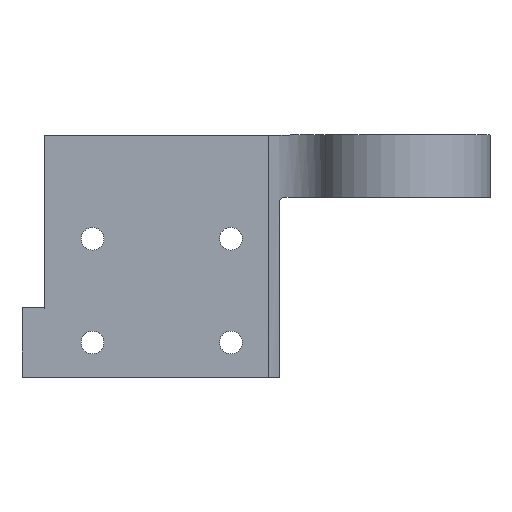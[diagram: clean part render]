
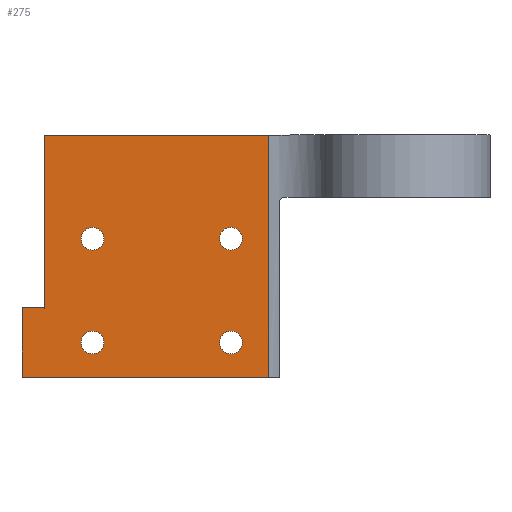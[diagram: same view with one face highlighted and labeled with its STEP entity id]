
A CAD part, top view. The second image highlights one B-rep face of the part: STEP entity #275.
In plain terms, the highlighted planar face has unit normal (0, 0, 1).
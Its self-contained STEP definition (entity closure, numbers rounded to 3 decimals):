
#1 = EDGE_CURVE ( 'NONE', #589, #2456, #145, .T. ) ;
#5 = ORIENTED_EDGE ( 'NONE', *, *, #1, .F. ) ;
#16 = CARTESIAN_POINT ( 'NONE',  ( 0., -26., 8.5 ) ) ;
#42 = VERTEX_POINT ( 'NONE', #965 ) ;
#57 = DIRECTION ( 'NONE',  ( 0., 1., 0. ) ) ;
#69 = EDGE_LOOP ( 'NONE', ( #158, #2565 ) ) ;
#76 = EDGE_CURVE ( 'NONE', #1752, #1402, #1140, .T. ) ;
#79 = CARTESIAN_POINT ( 'NONE',  ( -12.75, -31., 8.5 ) ) ;
#95 = AXIS2_PLACEMENT_3D ( 'NONE', #2560, #212, #1307 ) ;
#101 = VERTEX_POINT ( 'NONE', #538 ) ;
#104 = CARTESIAN_POINT ( 'NONE',  ( -14.4, -16., 8.5 ) ) ;
#111 = VERTEX_POINT ( 'NONE', #1393 ) ;
#115 = DIRECTION ( 'NONE',  ( 0., 0., 1. ) ) ;
#120 = CARTESIAN_POINT ( 'NONE',  ( 5.6, -31., 8.5 ) ) ;
#145 = CIRCLE ( 'NONE', #2390, 1.65 ) ;
#149 = AXIS2_PLACEMENT_3D ( 'NONE', #439, #353, #1700 ) ;
#158 = ORIENTED_EDGE ( 'NONE', *, *, #2424, .F. ) ;
#170 = AXIS2_PLACEMENT_3D ( 'NONE', #1771, #1970, #2606 ) ;
#179 = ORIENTED_EDGE ( 'NONE', *, *, #940, .T. ) ;
#212 = DIRECTION ( 'NONE',  ( 0., 0., -1. ) ) ;
#238 = CARTESIAN_POINT ( 'NONE',  ( 7.25, -31., 8.5 ) ) ;
#250 = VECTOR ( 'NONE', #1480, 1000. ) ;
#275 = ADVANCED_FACE ( 'NONE', ( #480, #1926, #2362, #886, #1292 ), #2305, .F. ) ;
#280 = CARTESIAN_POINT ( 'NONE',  ( 5.6, -31., 8.5 ) ) ;
#296 = EDGE_LOOP ( 'NONE', ( #2239, #815 ) ) ;
#353 = DIRECTION ( 'NONE',  ( 0., 0., 1. ) ) ;
#371 = DIRECTION ( 'NONE',  ( -1., 0., 0. ) ) ;
#381 = LINE ( 'NONE', #2110, #1073 ) ;
#404 = AXIS2_PLACEMENT_3D ( 'NONE', #104, #115, #534 ) ;
#424 = DIRECTION ( 'NONE',  ( -1., 0., 0. ) ) ;
#434 = EDGE_CURVE ( 'NONE', #111, #2385, #887, .T. ) ;
#439 = CARTESIAN_POINT ( 'NONE',  ( -14.4, -16., 8.5 ) ) ;
#441 = EDGE_CURVE ( 'NONE', #42, #2316, #1024, .T. ) ;
#451 = CARTESIAN_POINT ( 'NONE',  ( -24.6, -26., 8.5 ) ) ;
#480 = FACE_OUTER_BOUND ( 'NONE', #1400, .T. ) ;
#534 = DIRECTION ( 'NONE',  ( -1., 0., 0. ) ) ;
#538 = CARTESIAN_POINT ( 'NONE',  ( 11.074, -1., 8.5 ) ) ;
#548 = LINE ( 'NONE', #2603, #1602 ) ;
#555 = CARTESIAN_POINT ( 'NONE',  ( 7.25, -16., 8.5 ) ) ;
#589 = VERTEX_POINT ( 'NONE', #1231 ) ;
#602 = VERTEX_POINT ( 'NONE', #1833 ) ;
#706 = DIRECTION ( 'NONE',  ( 0., 0., 1. ) ) ;
#733 = ORIENTED_EDGE ( 'NONE', *, *, #2037, .T. ) ;
#799 = DIRECTION ( 'NONE',  ( 0., 1., 0. ) ) ;
#806 = ORIENTED_EDGE ( 'NONE', *, *, #441, .F. ) ;
#815 = ORIENTED_EDGE ( 'NONE', *, *, #76, .F. ) ;
#878 = VERTEX_POINT ( 'NONE', #451 ) ;
#886 = FACE_BOUND ( 'NONE', #2664, .T. ) ;
#887 = CIRCLE ( 'NONE', #404, 1.65 ) ;
#898 = CIRCLE ( 'NONE', #149, 1.65 ) ;
#940 = EDGE_CURVE ( 'NONE', #2353, #878, #1917, .T. ) ;
#965 = CARTESIAN_POINT ( 'NONE',  ( -16.05, -31., 8.5 ) ) ;
#980 = CARTESIAN_POINT ( 'NONE',  ( 11.074, -36., 8.5 ) ) ;
#989 = ORIENTED_EDGE ( 'NONE', *, *, #1077, .F. ) ;
#1024 = CIRCLE ( 'NONE', #1150, 1.65 ) ;
#1025 = ORIENTED_EDGE ( 'NONE', *, *, #2340, .T. ) ;
#1031 = LINE ( 'NONE', #1208, #1529 ) ;
#1073 = VECTOR ( 'NONE', #424, 1000. ) ;
#1077 = EDGE_CURVE ( 'NONE', #2456, #589, #1514, .T. ) ;
#1140 = CIRCLE ( 'NONE', #1629, 1.65 ) ;
#1147 = DIRECTION ( 'NONE',  ( -1., 0., 0. ) ) ;
#1150 = AXIS2_PLACEMENT_3D ( 'NONE', #2162, #2008, #1147 ) ;
#1156 = DIRECTION ( 'NONE',  ( 1., 0., 0. ) ) ;
#1169 = EDGE_CURVE ( 'NONE', #2316, #42, #2173, .T. ) ;
#1183 = DIRECTION ( 'NONE',  ( 1., 0., 0. ) ) ;
#1195 = DIRECTION ( 'NONE',  ( 0., 0., 1. ) ) ;
#1208 = CARTESIAN_POINT ( 'NONE',  ( 11.074, -1., 8.5 ) ) ;
#1209 = CARTESIAN_POINT ( 'NONE',  ( 0., -1., 8.5 ) ) ;
#1228 = EDGE_CURVE ( 'NONE', #602, #101, #2258, .T. ) ;
#1231 = CARTESIAN_POINT ( 'NONE',  ( 3.95, -31., 8.5 ) ) ;
#1292 = FACE_BOUND ( 'NONE', #69, .T. ) ;
#1307 = DIRECTION ( 'NONE',  ( -1., 0., 0. ) ) ;
#1328 = CARTESIAN_POINT ( 'NONE',  ( -21.4, -36., 8.5 ) ) ;
#1365 = DIRECTION ( 'NONE',  ( 1., 0., 0. ) ) ;
#1393 = CARTESIAN_POINT ( 'NONE',  ( -12.75, -16., 8.5 ) ) ;
#1400 = EDGE_LOOP ( 'NONE', ( #2210, #733, #2142, #1603, #179, #1025 ) ) ;
#1402 = VERTEX_POINT ( 'NONE', #1724 ) ;
#1468 = VERTEX_POINT ( 'NONE', #1982 ) ;
#1480 = DIRECTION ( 'NONE',  ( -1., 0., 0. ) ) ;
#1500 = EDGE_CURVE ( 'NONE', #1402, #1752, #2067, .T. ) ;
#1510 = LINE ( 'NONE', #1328, #2662 ) ;
#1514 = CIRCLE ( 'NONE', #2342, 1.65 ) ;
#1529 = VECTOR ( 'NONE', #799, 1000. ) ;
#1584 = DIRECTION ( 'NONE',  ( 0., -1., 0. ) ) ;
#1600 = CARTESIAN_POINT ( 'NONE',  ( -14.4, -31., 8.5 ) ) ;
#1602 = VECTOR ( 'NONE', #1584, 1000. ) ;
#1603 = ORIENTED_EDGE ( 'NONE', *, *, #2615, .F. ) ;
#1629 = AXIS2_PLACEMENT_3D ( 'NONE', #2192, #2178, #1786 ) ;
#1700 = DIRECTION ( 'NONE',  ( -1., 0., 0. ) ) ;
#1724 = CARTESIAN_POINT ( 'NONE',  ( 3.95, -16., 8.5 ) ) ;
#1752 = VERTEX_POINT ( 'NONE', #555 ) ;
#1762 = DIRECTION ( 'NONE',  ( 0., 0., 1. ) ) ;
#1771 = CARTESIAN_POINT ( 'NONE',  ( 5.6, -16., 8.5 ) ) ;
#1784 = CARTESIAN_POINT ( 'NONE',  ( -16.05, -16., 8.5 ) ) ;
#1786 = DIRECTION ( 'NONE',  ( 1., 0., 0. ) ) ;
#1833 = CARTESIAN_POINT ( 'NONE',  ( -21.4, -1., 8.5 ) ) ;
#1883 = VERTEX_POINT ( 'NONE', #980 ) ;
#1917 = LINE ( 'NONE', #16, #250 ) ;
#1926 = FACE_BOUND ( 'NONE', #2145, .T. ) ;
#1970 = DIRECTION ( 'NONE',  ( 0., 0., 1. ) ) ;
#1982 = CARTESIAN_POINT ( 'NONE',  ( -24.6, -36., 8.5 ) ) ;
#2008 = DIRECTION ( 'NONE',  ( 0., 0., 1. ) ) ;
#2037 = EDGE_CURVE ( 'NONE', #1883, #101, #1031, .T. ) ;
#2067 = CIRCLE ( 'NONE', #170, 1.65 ) ;
#2110 = CARTESIAN_POINT ( 'NONE',  ( -19.7, -36., 8.5 ) ) ;
#2142 = ORIENTED_EDGE ( 'NONE', *, *, #1228, .F. ) ;
#2145 = EDGE_LOOP ( 'NONE', ( #5, #989 ) ) ;
#2162 = CARTESIAN_POINT ( 'NONE',  ( -14.4, -31., 8.5 ) ) ;
#2173 = CIRCLE ( 'NONE', #2431, 1.65 ) ;
#2178 = DIRECTION ( 'NONE',  ( 0., 0., 1. ) ) ;
#2192 = CARTESIAN_POINT ( 'NONE',  ( 5.6, -16., 8.5 ) ) ;
#2210 = ORIENTED_EDGE ( 'NONE', *, *, #2485, .F. ) ;
#2239 = ORIENTED_EDGE ( 'NONE', *, *, #1500, .F. ) ;
#2258 = LINE ( 'NONE', #1209, #2523 ) ;
#2305 = PLANE ( 'NONE',  #95 ) ;
#2316 = VERTEX_POINT ( 'NONE', #79 ) ;
#2340 = EDGE_CURVE ( 'NONE', #878, #1468, #548, .T. ) ;
#2342 = AXIS2_PLACEMENT_3D ( 'NONE', #280, #1762, #1156 ) ;
#2353 = VERTEX_POINT ( 'NONE', #2617 ) ;
#2362 = FACE_BOUND ( 'NONE', #296, .T. ) ;
#2385 = VERTEX_POINT ( 'NONE', #1784 ) ;
#2390 = AXIS2_PLACEMENT_3D ( 'NONE', #120, #706, #1365 ) ;
#2424 = EDGE_CURVE ( 'NONE', #2385, #111, #898, .T. ) ;
#2431 = AXIS2_PLACEMENT_3D ( 'NONE', #1600, #1195, #371 ) ;
#2456 = VERTEX_POINT ( 'NONE', #238 ) ;
#2483 = ORIENTED_EDGE ( 'NONE', *, *, #1169, .F. ) ;
#2485 = EDGE_CURVE ( 'NONE', #1883, #1468, #381, .T. ) ;
#2523 = VECTOR ( 'NONE', #1183, 1000. ) ;
#2560 = CARTESIAN_POINT ( 'NONE',  ( 0., 21.067, 8.5 ) ) ;
#2565 = ORIENTED_EDGE ( 'NONE', *, *, #434, .F. ) ;
#2603 = CARTESIAN_POINT ( 'NONE',  ( -24.6, -26., 8.5 ) ) ;
#2606 = DIRECTION ( 'NONE',  ( 1., 0., 0. ) ) ;
#2615 = EDGE_CURVE ( 'NONE', #2353, #602, #1510, .T. ) ;
#2617 = CARTESIAN_POINT ( 'NONE',  ( -21.4, -26., 8.5 ) ) ;
#2662 = VECTOR ( 'NONE', #57, 1000. ) ;
#2664 = EDGE_LOOP ( 'NONE', ( #806, #2483 ) ) ;
